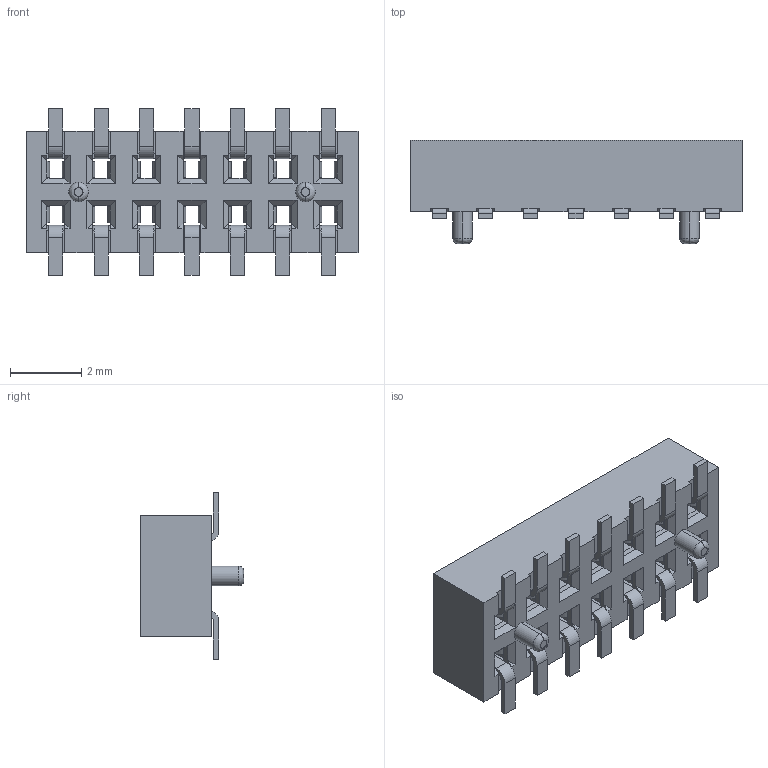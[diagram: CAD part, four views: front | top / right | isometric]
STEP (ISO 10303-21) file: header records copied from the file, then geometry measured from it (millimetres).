
FILE_DESCRIPTION((''),'2;1');
FILE_NAME('M50-315_CORRECT_CAD_MODEL_ASM','2011-08-04T',('wbourne'),(''),'PRO/ENGINEER BY PARAMETRIC TECHNOLOGY CORPORATION, 2010280','PRO/ENGINEER BY PARAMETRIC TECHNOLOGY CORPORATION, 2010280','');
FILE_SCHEMA(('CONFIG_CONTROL_DESIGN','SHAPE_APPEARANCE_LAYERS_GROUPS'));
Length unit declared in the file: millimetre
Products named in the file (3): M50-315-CORRECTMOULD; M50-315-CORRECTCONTACT; M50-315_CORRECT_CAD_MODEL_ASM
Assembly tree (15 placements, depth 2):
  M50-315_CORRECT_CAD_MODEL_ASM
    M50-315-CORRECTMOULD
    M50-315-CORRECTCONTACT  x14
Bounding box: 9.29 x 2.9 x 4.65 mm (x, y, z)
Volume: 48.7 mm3; surface area: 323.2 mm2
Topology: 15 solids, 15 shells, 800 faces, 2146 edges, 1364 vertices
Faces by surface type: plane 596, cylinder 200, bspline 4
Entity records: 10915 total; most frequent: CARTESIAN_POINT 1602, ORIENTED_EDGE 1484, DIRECTION 1322, PRESENTATION_STYLE_ASSIGNMENT 753, STYLED_ITEM 744, CURVE_STYLE 742, EDGE_CURVE 742, VECTOR 698
